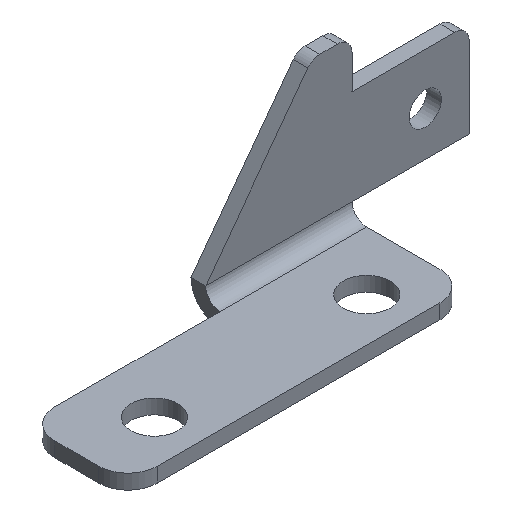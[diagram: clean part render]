
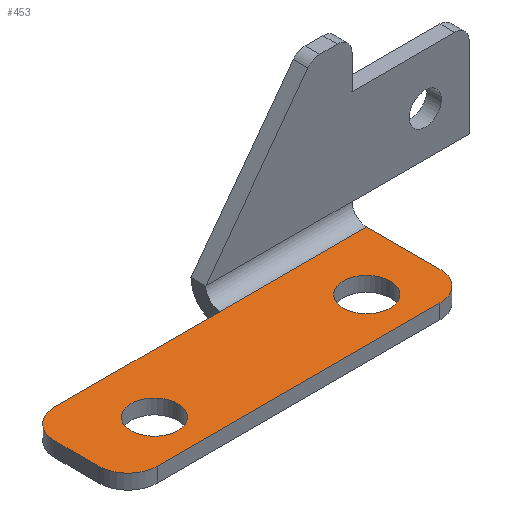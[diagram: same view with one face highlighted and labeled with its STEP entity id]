
A CAD part, isometric view. The second image highlights one B-rep face of the part: STEP entity #453.
In plain terms, the highlighted planar face has unit normal (0, 0, 1).
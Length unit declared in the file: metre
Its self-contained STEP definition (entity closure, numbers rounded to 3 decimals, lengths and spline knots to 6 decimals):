
#17=PLANE('',#506);
#36=LINE('',#718,#77);
#37=LINE('',#720,#78);
#40=LINE('',#730,#81);
#42=LINE('',#733,#83);
#44=LINE('',#736,#85);
#77=VECTOR('',#579,1.);
#78=VECTOR('',#582,1.);
#81=VECTOR('',#591,1.);
#83=VECTOR('',#595,1.);
#85=VECTOR('',#599,1.);
#147=ORIENTED_EDGE('',*,*,#256,.F.);
#148=ORIENTED_EDGE('',*,*,#243,.T.);
#149=ORIENTED_EDGE('',*,*,#262,.T.);
#150=ORIENTED_EDGE('',*,*,#239,.T.);
#151=ORIENTED_EDGE('',*,*,#264,.T.);
#152=ORIENTED_EDGE('',*,*,#235,.T.);
#153=ORIENTED_EDGE('',*,*,#257,.F.);
#154=ORIENTED_EDGE('',*,*,#266,.F.);
#155=ORIENTED_EDGE('',*,*,#250,.F.);
#156=ORIENTED_EDGE('',*,*,#248,.F.);
#235=EDGE_CURVE('',#298,#299,#340,.T.);
#239=EDGE_CURVE('',#302,#303,#342,.T.);
#243=EDGE_CURVE('',#306,#307,#344,.T.);
#248=EDGE_CURVE('',#311,#311,#347,.T.);
#250=EDGE_CURVE('',#313,#313,#349,.T.);
#256=EDGE_CURVE('',#306,#314,#36,.T.);
#257=EDGE_CURVE('',#318,#299,#37,.T.);
#262=EDGE_CURVE('',#307,#302,#40,.T.);
#264=EDGE_CURVE('',#303,#298,#42,.T.);
#266=EDGE_CURVE('',#314,#318,#44,.T.);
#298=VERTEX_POINT('',#672);
#299=VERTEX_POINT('',#673);
#302=VERTEX_POINT('',#681);
#303=VERTEX_POINT('',#682);
#306=VERTEX_POINT('',#690);
#307=VERTEX_POINT('',#691);
#311=VERTEX_POINT('',#701);
#313=VERTEX_POINT('',#706);
#314=VERTEX_POINT('',#709);
#318=VERTEX_POINT('',#721);
#340=CIRCLE('',#483,0.002);
#342=CIRCLE('',#486,0.002);
#344=CIRCLE('',#489,0.002);
#347=CIRCLE('',#493,0.0016);
#349=CIRCLE('',#496,0.0016);
#374=EDGE_LOOP('',(#147,#148,#149,#150,#151,#152,#153,#154));
#375=EDGE_LOOP('',(#155));
#376=EDGE_LOOP('',(#156));
#409=FACE_BOUND('',#374,.T.);
#410=FACE_BOUND('',#375,.T.);
#411=FACE_BOUND('',#376,.T.);
#453=ADVANCED_FACE('',(#409,#410,#411),#17,.T.);
#483=AXIS2_PLACEMENT_3D('',#671,#534,#535);
#486=AXIS2_PLACEMENT_3D('',#680,#542,#543);
#489=AXIS2_PLACEMENT_3D('',#689,#550,#551);
#493=AXIS2_PLACEMENT_3D('',#700,#560,#561);
#496=AXIS2_PLACEMENT_3D('',#705,#566,#567);
#506=AXIS2_PLACEMENT_3D('',#735,#597,#598);
#534=DIRECTION('',(0.,0.,1.));
#535=DIRECTION('',(0.,-1.,0.));
#542=DIRECTION('',(0.,0.,1.));
#543=DIRECTION('',(0.,-1.,0.));
#550=DIRECTION('',(0.,0.,1.));
#551=DIRECTION('',(0.,-1.,0.));
#560=DIRECTION('',(0.,0.,1.));
#561=DIRECTION('',(0.,-1.,0.));
#566=DIRECTION('',(0.,0.,1.));
#567=DIRECTION('',(0.,-1.,0.));
#579=DIRECTION('',(1.,0.,0.));
#582=DIRECTION('',(0.,-1.,0.));
#591=DIRECTION('',(0.,-1.,0.));
#595=DIRECTION('',(1.,0.,0.));
#597=DIRECTION('',(0.,0.,1.));
#598=DIRECTION('',(0.,-1.,0.));
#599=DIRECTION('',(1.,0.,0.));
#671=CARTESIAN_POINT('',(0.008,-0.007,-0.001));
#672=CARTESIAN_POINT('',(0.008,-0.009,-0.001));
#673=CARTESIAN_POINT('',(0.01,-0.007,-0.001));
#680=CARTESIAN_POINT('',(-0.0113,-0.007,-0.001));
#681=CARTESIAN_POINT('',(-0.0133,-0.007,-0.001));
#682=CARTESIAN_POINT('',(-0.0113,-0.009,-0.001));
#689=CARTESIAN_POINT('',(-0.0113,-0.004,-0.001));
#690=CARTESIAN_POINT('',(-0.0113,-0.002,-0.001));
#691=CARTESIAN_POINT('',(-0.0133,-0.004,-0.001));
#700=CARTESIAN_POINT('',(-0.0085,-0.006,-0.001));
#701=CARTESIAN_POINT('',(-0.0085,-0.0076,-0.001));
#705=CARTESIAN_POINT('',(0.006,-0.006,-0.001));
#706=CARTESIAN_POINT('',(0.006,-0.0076,-0.001));
#709=CARTESIAN_POINT('',(0.,-0.002,-0.001));
#718=CARTESIAN_POINT('',(-0.0133,-0.002,-0.001));
#720=CARTESIAN_POINT('',(0.01,-0.001,-0.001));
#721=CARTESIAN_POINT('',(0.01,-0.002,-0.001));
#730=CARTESIAN_POINT('',(-0.0133,-0.0055,-0.001));
#733=CARTESIAN_POINT('',(-0.0133,-0.009,-0.001));
#735=CARTESIAN_POINT('',(-0.0133,-0.0055,-0.001));
#736=CARTESIAN_POINT('',(-0.0133,-0.002,-0.001));
